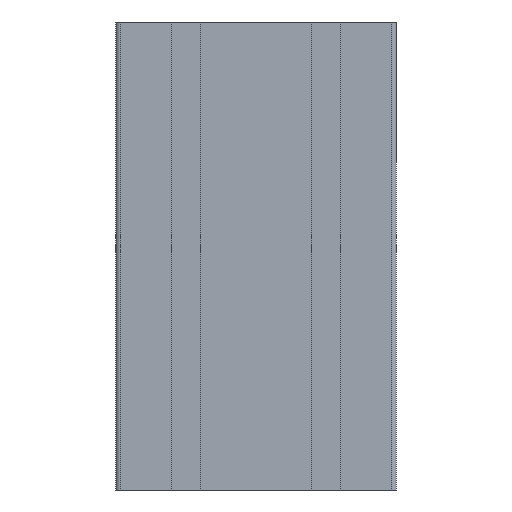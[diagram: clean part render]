
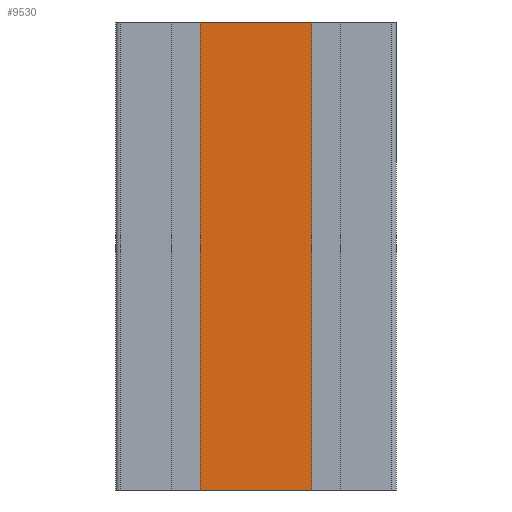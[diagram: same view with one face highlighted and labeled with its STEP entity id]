
A CAD part, front view. The second image highlights one B-rep face of the part: STEP entity #9530.
In plain terms, the highlighted planar face has unit normal (0, -1, 0).
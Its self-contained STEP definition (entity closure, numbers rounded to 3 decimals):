
#344 = DIRECTION ( 'NONE',  ( 0., 0., 1. ) ) ;
#448 = ORIENTED_EDGE ( 'NONE', *, *, #9244, .F. ) ;
#498 = DIRECTION ( 'NONE',  ( 1., 0., 0. ) ) ;
#557 = DIRECTION ( 'NONE',  ( -1., 0., 0. ) ) ;
#1174 = LINE ( 'NONE', #4997, #4573 ) ;
#1531 = FACE_OUTER_BOUND ( 'NONE', #7704, .T. ) ;
#2080 = CARTESIAN_POINT ( 'NONE',  ( 7695.632, 2031.436, 100. ) ) ;
#2124 = PLANE ( 'NONE',  #7507 ) ;
#2818 = LINE ( 'NONE', #9788, #4702 ) ;
#3356 = LINE ( 'NONE', #2080, #8855 ) ;
#3536 = DIRECTION ( 'NONE',  ( 0., 0., 1. ) ) ;
#3629 = DIRECTION ( 'NONE',  ( 1., 0., 0. ) ) ;
#3778 = ORIENTED_EDGE ( 'NONE', *, *, #6674, .T. ) ;
#4034 = CARTESIAN_POINT ( 'NONE',  ( 7736.527, 2031.436, 100. ) ) ;
#4248 = VERTEX_POINT ( 'NONE', #4749 ) ;
#4573 = VECTOR ( 'NONE', #3536, 1000. ) ;
#4702 = VECTOR ( 'NONE', #3629, 1000. ) ;
#4749 = CARTESIAN_POINT ( 'NONE',  ( 7712.732, 2031.436, 0. ) ) ;
#4991 = DIRECTION ( 'NONE',  ( 0., 1., 0. ) ) ;
#4997 = CARTESIAN_POINT ( 'NONE',  ( 7712.732, 2031.436, 100. ) ) ;
#5173 = ORIENTED_EDGE ( 'NONE', *, *, #9112, .T. ) ;
#5410 = CARTESIAN_POINT ( 'NONE',  ( 7712.732, 2031.436, 100. ) ) ;
#5753 = ORIENTED_EDGE ( 'NONE', *, *, #9212, .F. ) ;
#5806 = VERTEX_POINT ( 'NONE', #6481 ) ;
#6224 = VERTEX_POINT ( 'NONE', #5410 ) ;
#6375 = VECTOR ( 'NONE', #344, 1000. ) ;
#6481 = CARTESIAN_POINT ( 'NONE',  ( 7736.527, 2031.436, 100. ) ) ;
#6674 = EDGE_CURVE ( 'NONE', #8694, #5806, #6849, .T. ) ;
#6849 = LINE ( 'NONE', #4034, #6375 ) ;
#6982 = CARTESIAN_POINT ( 'NONE',  ( 7736.527, 2031.436, 0. ) ) ;
#7507 = AXIS2_PLACEMENT_3D ( 'NONE', #9652, #4991, #557 ) ;
#7704 = EDGE_LOOP ( 'NONE', ( #3778, #5753, #448, #5173 ) ) ;
#8694 = VERTEX_POINT ( 'NONE', #6982 ) ;
#8855 = VECTOR ( 'NONE', #498, 1000. ) ;
#9112 = EDGE_CURVE ( 'NONE', #4248, #8694, #2818, .T. ) ;
#9212 = EDGE_CURVE ( 'NONE', #6224, #5806, #3356, .T. ) ;
#9244 = EDGE_CURVE ( 'NONE', #4248, #6224, #1174, .T. ) ;
#9530 = ADVANCED_FACE ( 'NONE', ( #1531 ), #2124, .F. ) ;
#9652 = CARTESIAN_POINT ( 'NONE',  ( 7712.732, 2031.436, 100. ) ) ;
#9788 = CARTESIAN_POINT ( 'NONE',  ( 7712.732, 2031.436, 0. ) ) ;
